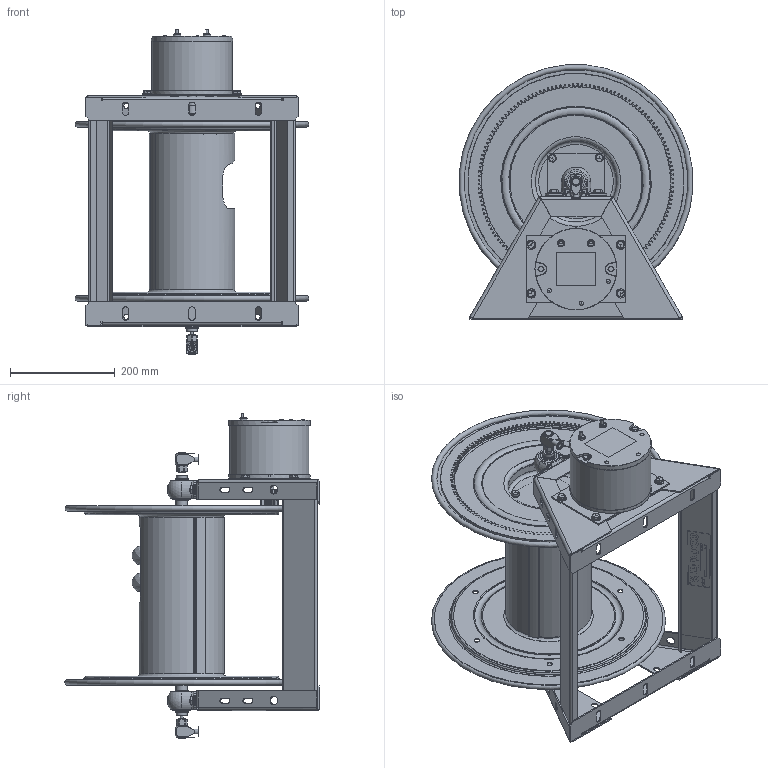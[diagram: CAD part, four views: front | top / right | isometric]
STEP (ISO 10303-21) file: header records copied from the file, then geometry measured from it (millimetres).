
FILE_DESCRIPTION(/* description */ (''),/* implementation_level */ '2;1');
FILE_NAME(/* name */ '1275HPL-4-12-E_SHARED.stp',/* time_stamp */ '2020-03-16T13:35:58-07:00',/* author */ ('NMelton'),/* organization */ (''),/* preprocessor_version */ 'ST-DEVELOPER v17',/* originating_system */ 'Autodesk Inventor 2019',/* authorisation */ '');
FILE_SCHEMA (('AUTOMOTIVE_DESIGN { 1 0 10303 214 3 1 1 }','INTEGRATED_CNC_SCHEMA'));
Products named in the file (1): 1275HPL-4-12-E_SHARED
Bounding box: 446.63 x 485.83 x 621.05 mm (x, y, z)
Surface area: 1855219.7 mm2 (no closed solid volume)
Topology: 0 solids, 155 shells, 2776 faces, 9924 edges, 7053 vertices
Faces by surface type: cylinder 1067, plane 915, bspline 316, cone 297, torus 145, sphere 36
Full cylindrical faces by diameter (mm): 1.245 x4, 1.321 x4, 2.54 x1, 3.048 x1, 3.962 x1, 3.975 x2, 4.826 x1, 5.08 x2, 6.35 x1, 6.858 x1, 6.985 x4, 7.938 x6, 9.347 x2, 10.414 x6, 10.592 x2, 11.43 x13, 12.192 x3, 12.7 x4, 12.859 x4, 13.398 x2, 13.843 x2, 13.868 x2, 14.186 x4, 15.875 x3, 16.662 x4, 16.764 x1, 17.575 x2, 17.615 x8, 18.644 x2, 19.253 x1
Entity records: 121461 total; most frequent: CARTESIAN_POINT 39499, ORIENTED_EDGE 15780, DIRECTION 15329, EDGE_CURVE 9861, VERTEX_POINT 7053, AXIS2_PLACEMENT_3D 5586, LINE 4157, VECTOR 4157
